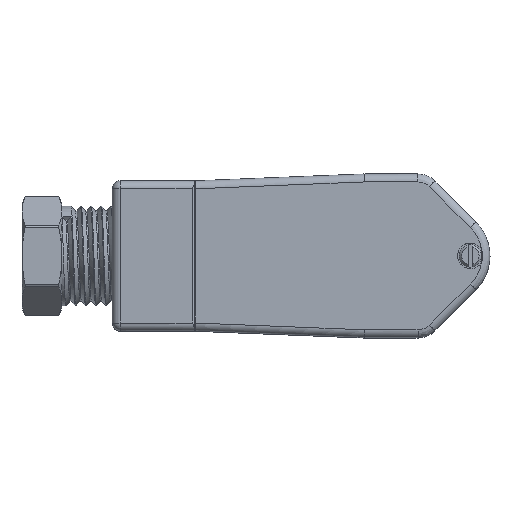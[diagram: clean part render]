
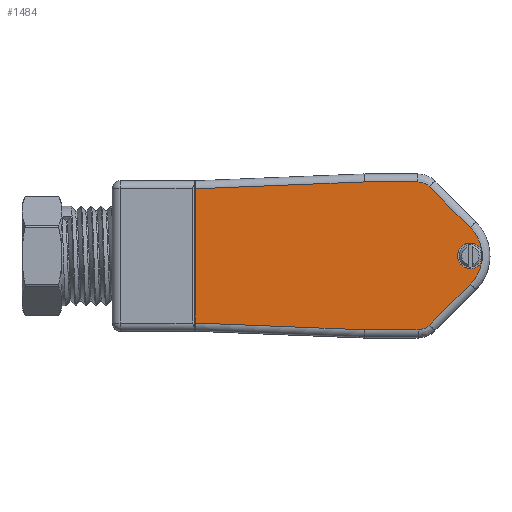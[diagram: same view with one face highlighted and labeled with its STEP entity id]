
A CAD part, top view. The second image highlights one B-rep face of the part: STEP entity #1484.
In plain terms, the highlighted planar face has unit normal (0, 0, 1).
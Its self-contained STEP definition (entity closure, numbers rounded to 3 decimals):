
#1484=ADVANCED_FACE('',(#2088),#1752,.T.);
#1752=PLANE('',#8429);
#2088=FACE_OUTER_BOUND('',#2542,.T.);
#2542=EDGE_LOOP('',(#5267,#5268,#5269,#5270,#5271,#5272,#5273,#5274,#5275,
#5276,#5277,#5278,#5279));
#3077=LINE('',#14868,#3651);
#3079=LINE('',#14904,#3653);
#3081=LINE('',#14941,#3655);
#3083=LINE('',#14980,#3657);
#3089=LINE('',#15017,#3663);
#3090=LINE('',#15019,#3664);
#3091=LINE('',#15021,#3665);
#3651=VECTOR('',#9942,1.);
#3653=VECTOR('',#9954,1.);
#3655=VECTOR('',#9968,1.);
#3657=VECTOR('',#9978,1.);
#3663=VECTOR('',#9994,1.);
#3664=VECTOR('',#9997,1.);
#3665=VECTOR('',#9998,1.);
#5267=ORIENTED_EDGE('',*,*,#7346,.T.);
#5268=ORIENTED_EDGE('',*,*,#7315,.T.);
#5269=ORIENTED_EDGE('',*,*,#7318,.T.);
#5270=ORIENTED_EDGE('',*,*,#7321,.T.);
#5271=ORIENTED_EDGE('',*,*,#7325,.T.);
#5272=ORIENTED_EDGE('',*,*,#7310,.T.);
#5273=ORIENTED_EDGE('',*,*,#7309,.T.);
#5274=ORIENTED_EDGE('',*,*,#7324,.T.);
#5275=ORIENTED_EDGE('',*,*,#7328,.T.);
#5276=ORIENTED_EDGE('',*,*,#7331,.T.);
#5277=ORIENTED_EDGE('',*,*,#7334,.T.);
#5278=ORIENTED_EDGE('',*,*,#7345,.T.);
#5279=ORIENTED_EDGE('',*,*,#7347,.T.);
#6394=VERTEX_POINT('',#14847);
#6395=VERTEX_POINT('',#14848);
#6396=VERTEX_POINT('',#14850);
#6398=VERTEX_POINT('',#14863);
#6400=VERTEX_POINT('',#14867);
#6402=VERTEX_POINT('',#14873);
#6404=VERTEX_POINT('',#14903);
#6406=VERTEX_POINT('',#14909);
#6408=VERTEX_POINT('',#14940);
#6410=VERTEX_POINT('',#14946);
#6412=VERTEX_POINT('',#14979);
#6422=VERTEX_POINT('',#15016);
#6423=VERTEX_POINT('',#15020);
#7309=EDGE_CURVE('',#6394,#6395,#7855,.T.);
#7310=EDGE_CURVE('',#6396,#6394,#7856,.T.);
#7315=EDGE_CURVE('',#6398,#6400,#3077,.T.);
#7318=EDGE_CURVE('',#6400,#6402,#7860,.T.);
#7321=EDGE_CURVE('',#6402,#6404,#3079,.T.);
#7324=EDGE_CURVE('',#6395,#6406,#7864,.T.);
#7325=EDGE_CURVE('',#6404,#6396,#7865,.T.);
#7328=EDGE_CURVE('',#6406,#6408,#3081,.T.);
#7331=EDGE_CURVE('',#6408,#6410,#7869,.T.);
#7334=EDGE_CURVE('',#6410,#6412,#3083,.T.);
#7345=EDGE_CURVE('',#6412,#6422,#3089,.T.);
#7346=EDGE_CURVE('',#6423,#6398,#3090,.T.);
#7347=EDGE_CURVE('',#6422,#6423,#3091,.T.);
#7855=CIRCLE('',#8404,1.6);
#7856=CIRCLE('',#8405,1.6);
#7860=CIRCLE('',#8411,2.);
#7864=CIRCLE('',#8416,5.);
#7865=CIRCLE('',#8417,5.);
#7869=CIRCLE('',#8422,2.);
#8404=AXIS2_PLACEMENT_3D('',#14846,#9933,#9934);
#8405=AXIS2_PLACEMENT_3D('',#14849,#9935,#9936);
#8411=AXIS2_PLACEMENT_3D('',#14874,#9949,#9950);
#8416=AXIS2_PLACEMENT_3D('',#14910,#9961,#9962);
#8417=AXIS2_PLACEMENT_3D('',#14911,#9963,#9964);
#8422=AXIS2_PLACEMENT_3D('',#14947,#9975,#9976);
#8429=AXIS2_PLACEMENT_3D('',#15022,#9999,#10000);
#9933=DIRECTION('',(0.,0.,-1.));
#9934=DIRECTION('',(0.,-1.,0.));
#9935=DIRECTION('',(0.,0.,-1.));
#9936=DIRECTION('',(0.879,-0.477,0.));
#9942=DIRECTION('',(1.,0.,0.));
#9949=DIRECTION('',(0.,0.,1.));
#9950=DIRECTION('',(0.,-1.,0.));
#9954=DIRECTION('',(0.707,0.707,0.));
#9961=DIRECTION('',(0.,0.,1.));
#9962=DIRECTION('',(0.988,0.153,0.));
#9963=DIRECTION('',(0.,0.,1.));
#9964=DIRECTION('',(0.707,-0.707,0.));
#9968=DIRECTION('',(-0.707,0.707,0.));
#9975=DIRECTION('',(0.,0.,1.));
#9976=DIRECTION('',(0.707,0.707,0.));
#9978=DIRECTION('',(-1.,0.,0.));
#9994=DIRECTION('',(-0.999,-0.04,0.));
#9997=DIRECTION('',(0.999,-0.04,0.));
#9998=DIRECTION('',(0.,-1.,0.));
#9999=DIRECTION('',(0.,0.,1.));
#10000=DIRECTION('',(0.,-1.,0.));
#14846=CARTESIAN_POINT('',(11.298,0.005,38.3));
#14847=CARTESIAN_POINT('',(11.298,-1.595,38.3));
#14848=CARTESIAN_POINT('',(12.704,0.768,38.3));
#14849=CARTESIAN_POINT('',(11.298,0.005,38.3));
#14850=CARTESIAN_POINT('',(12.704,-0.759,38.3));
#14863=CARTESIAN_POINT('',(-1.98,-9.248,38.3));
#14867=CARTESIAN_POINT('',(4.757,-9.247,38.3));
#14868=CARTESIAN_POINT('',(-1.98,-9.248,38.3));
#14873=CARTESIAN_POINT('',(6.171,-8.661,38.3));
#14874=CARTESIAN_POINT('',(4.757,-7.247,38.3));
#14903=CARTESIAN_POINT('',(11.299,-3.531,38.3));
#14904=CARTESIAN_POINT('',(6.171,-8.661,38.3));
#14909=CARTESIAN_POINT('',(11.298,3.54,38.3));
#14910=CARTESIAN_POINT('',(7.763,0.004,38.3));
#14911=CARTESIAN_POINT('',(7.763,0.004,38.3));
#14940=CARTESIAN_POINT('',(6.168,8.668,38.3));
#14941=CARTESIAN_POINT('',(11.298,3.54,38.3));
#14946=CARTESIAN_POINT('',(4.754,9.253,38.3));
#14947=CARTESIAN_POINT('',(4.754,7.253,38.3));
#14979=CARTESIAN_POINT('',(-1.983,9.252,38.3));
#14980=CARTESIAN_POINT('',(4.754,9.253,38.3));
#15016=CARTESIAN_POINT('',(-23.103,8.397,38.3));
#15017=CARTESIAN_POINT('',(-1.983,9.252,38.3));
#15019=CARTESIAN_POINT('',(-23.1,-8.401,38.3));
#15020=CARTESIAN_POINT('',(-23.1,-8.401,38.3));
#15021=CARTESIAN_POINT('',(-23.103,8.397,38.3));
#15022=CARTESIAN_POINT('',(-24.026,10.76,38.3));
